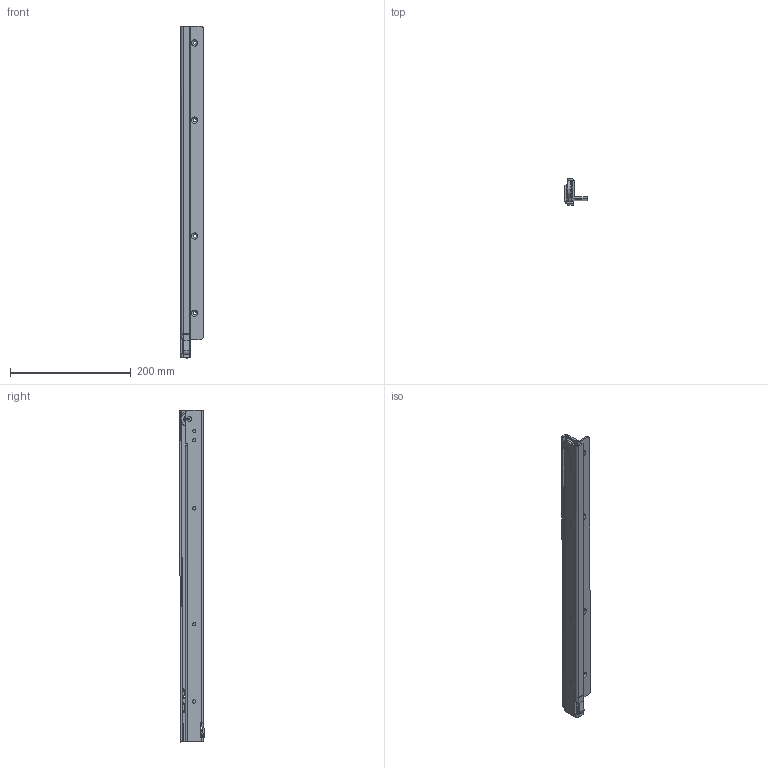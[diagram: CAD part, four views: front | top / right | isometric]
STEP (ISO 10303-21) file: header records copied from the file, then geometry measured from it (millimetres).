
FILE_DESCRIPTION (( 'STEP AP214' ), '1' );
FILE_NAME ('CS# 505.550-GA.0000_closed.STEP', '2023-03-02T18:24:52', ( '' ), ( '' ), 'SwSTEP 2.0', 'SolidWorks 2020', '' );
FILE_SCHEMA (( 'AUTOMOTIVE_DESIGN' ));
Length unit declared in the file: millimetre
Products named in the file (18): CS# 505.XXX-01.0000_550mm; FUL-161; FUL-161 + GR-001 + B04-102_vernietet; FUL-162 Außenring; kugel_›   3,968750    (5.32"); FUL-161 Außenring; GR-001; FUL-162 + GR-001 + B04-102_vernietet; FUL-162 Innenring; FUL-161 Käfig_FUL-161; FUL-162 Käfig_FUL-161; FUL-162; CS# 505.XXX-03.0000_550mm; CS# 505.550-GA.0000_closed; B04-102_B04-102 vernietet; FUL-161 Innenring
Assembly tree (32 placements, depth 5):
  CS# 505.550-GA.0000_closed
    CS# 505.XXX-01.0000_550mm
      CS# 505.XXX-01.0000_550mm
      FUL-161 + GR-001 + B04-102_vernietet
        FUL-161
          FUL-161 Innenring
          FUL-161 Außenring
          kugel_›   3,968750    (5.32")  x7
          FUL-161 Käfig_FUL-161
        GR-001
        B04-102_B04-102 vernietet
    CS# 505.XXX-03.0000_550mm
      CS# 505.XXX-03.0000_550mm
      FUL-162 + GR-001 + B04-102_vernietet
        FUL-162
          FUL-162 Innenring
          FUL-162 Außenring
          kugel_›   3,968750    (5.32")  x7
          FUL-162 Käfig_FUL-161
        GR-001
        B04-102_B04-102 vernietet
Bounding box: 36.5 x 43.09 x 550.19 mm (x, y, z)
Volume: 177971.8 mm3; surface area: 130640.8 mm2
Topology: 26 solids, 26 shells, 1082 faces, 2942 edges, 1910 vertices
Faces by surface type: plane 482, bspline 147, cone 142, cylinder 139, sphere 126, torus 46
Entity records: 52591 total; most frequent: CARTESIAN_POINT 22393, ORIENTED_EDGE 5384, DIRECTION 4444, EDGE_CURVE 2692, VERTEX_POINT 1744, AXIS2_PLACEMENT_3D 1576, VECTOR 1292, LINE 1292
